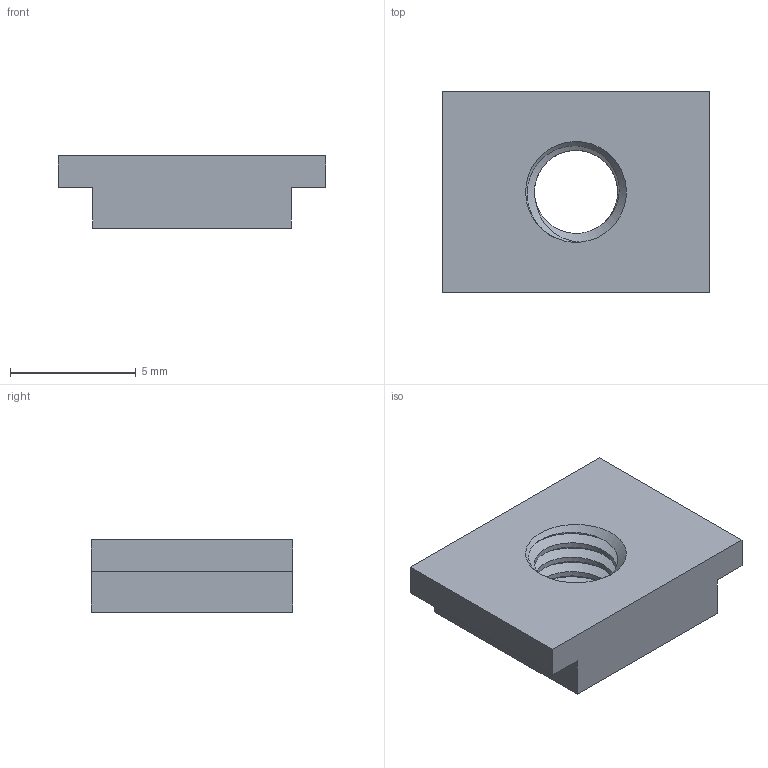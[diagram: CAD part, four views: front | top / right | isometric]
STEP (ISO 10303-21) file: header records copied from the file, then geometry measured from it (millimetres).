
FILE_DESCRIPTION( ( '' ), ' ' );
FILE_NAME( '5a2adf885214870eedd3eda6.step', '2017-12-08T18:52:56', ( '' ), ( '' ), ' ', ' ', ' ' );
FILE_SCHEMA( ( 'AUTOMOTIVE_DESIGN { 1 0 10303 214 1 1 1 1 }' ) );
Length unit declared in the file: metre
Products named in the file (1): 2805-0004-0008
Bounding box: 10.64 x 8 x 2.87 mm (x, y, z)
Volume: 178.5 mm3; surface area: 294.5 mm2
Topology: 1 solids, 1 shells, 16 faces, 70 edges, 56 vertices
Faces by surface type: plane 10, cylinder 2, cone 2, bspline 2
Entity records: 1372 total; most frequent: CARTESIAN_POINT 740, ORIENTED_EDGE 140, EDGE_CURVE 70, DIRECTION 68, VERTEX_POINT 56, LINE 24, VECTOR 24, AXIS2_PLACEMENT_3D 22
